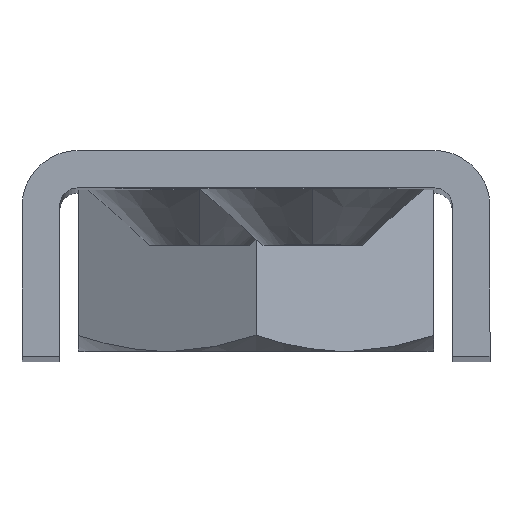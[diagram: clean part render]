
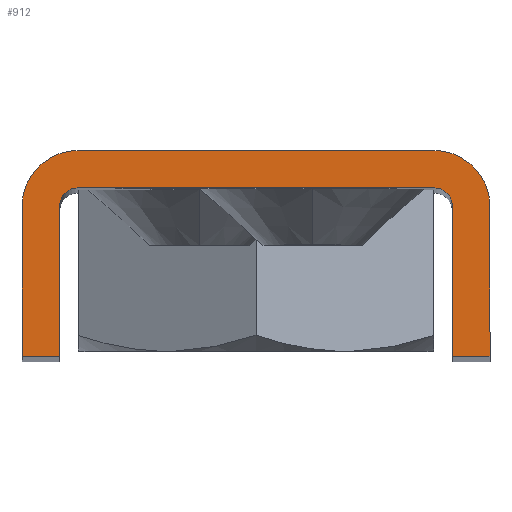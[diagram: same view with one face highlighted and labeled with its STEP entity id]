
A CAD part, top view. The second image highlights one B-rep face of the part: STEP entity #912.
In plain terms, the highlighted planar face has unit normal (0, 0, 1).
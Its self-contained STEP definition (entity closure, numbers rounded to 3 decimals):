
#84 = CARTESIAN_POINT ( 'NONE',  ( 30.672, 87.435, 205.136 ) ) ;
#106 = VERTEX_POINT ( 'NONE', #2213 ) ;
#124 = ORIENTED_EDGE ( 'NONE', *, *, #736, .T. ) ;
#175 = LINE ( 'NONE', #861, #732 ) ;
#187 = DIRECTION ( 'NONE',  ( 1., 0., 0. ) ) ;
#231 = EDGE_CURVE ( 'NONE', #3044, #1508, #329, .T. ) ;
#264 = CARTESIAN_POINT ( 'NONE',  ( 33.672, 96.435, 205.136 ) ) ;
#297 = CARTESIAN_POINT ( 'NONE',  ( 32.672, 87.435, 205.136 ) ) ;
#303 = CARTESIAN_POINT ( 'NONE',  ( 53.672, 87.435, 205.136 ) ) ;
#309 = VERTEX_POINT ( 'NONE', #1464 ) ;
#329 = LINE ( 'NONE', #3036, #618 ) ;
#408 = ORIENTED_EDGE ( 'NONE', *, *, #231, .T. ) ;
#412 = CARTESIAN_POINT ( 'NONE',  ( 30.672, 87.435, 205.136 ) ) ;
#431 = DIRECTION ( 'NONE',  ( 0., 1., 0. ) ) ;
#477 = EDGE_CURVE ( 'NONE', #1555, #3044, #2790, .T. ) ;
#489 = DIRECTION ( 'NONE',  ( 1., 0., 0. ) ) ;
#554 = DIRECTION ( 'NONE',  ( 0., 0., 1. ) ) ;
#565 = CARTESIAN_POINT ( 'NONE',  ( 53.672, 87.435, 205.136 ) ) ;
#618 = VECTOR ( 'NONE', #431, 1000. ) ;
#646 = EDGE_CURVE ( 'NONE', #1122, #671, #2089, .T. ) ;
#671 = VERTEX_POINT ( 'NONE', #2048 ) ;
#688 = EDGE_CURVE ( 'NONE', #106, #3003, #175, .T. ) ;
#731 = AXIS2_PLACEMENT_3D ( 'NONE', #1337, #2295, #187 ) ;
#732 = VECTOR ( 'NONE', #887, 1000. ) ;
#733 = DIRECTION ( 'NONE',  ( 0., -1., 0. ) ) ;
#736 = EDGE_CURVE ( 'NONE', #1153, #309, #2536, .T. ) ;
#861 = CARTESIAN_POINT ( 'NONE',  ( 33.672, 98.435, 205.136 ) ) ;
#880 = DIRECTION ( 'NONE',  ( 0., -1., 0. ) ) ;
#887 = DIRECTION ( 'NONE',  ( -1., 0., 0. ) ) ;
#900 = ORIENTED_EDGE ( 'NONE', *, *, #2108, .T. ) ;
#904 = ORIENTED_EDGE ( 'NONE', *, *, #1401, .T. ) ;
#912 = ADVANCED_FACE ( 'NONE', ( #1982 ), #1577, .T. ) ;
#929 = CARTESIAN_POINT ( 'NONE',  ( 52.672, 96.435, 205.136 ) ) ;
#931 = ORIENTED_EDGE ( 'NONE', *, *, #1974, .T. ) ;
#935 = CARTESIAN_POINT ( 'NONE',  ( 53.672, 95.435, 205.136 ) ) ;
#946 = EDGE_LOOP ( 'NONE', ( #1249, #2468, #1568, #2109, #124, #931, #2645, #408, #900, #2066, #904, #1274 ) ) ;
#993 = DIRECTION ( 'NONE',  ( 0., 1., 0. ) ) ;
#1118 = AXIS2_PLACEMENT_3D ( 'NONE', #3002, #3021, #2548 ) ;
#1122 = VERTEX_POINT ( 'NONE', #2560 ) ;
#1135 = VECTOR ( 'NONE', #1722, 1000. ) ;
#1153 = VERTEX_POINT ( 'NONE', #929 ) ;
#1210 = LINE ( 'NONE', #935, #2467 ) ;
#1244 = VECTOR ( 'NONE', #993, 1000. ) ;
#1249 = ORIENTED_EDGE ( 'NONE', *, *, #1539, .T. ) ;
#1274 = ORIENTED_EDGE ( 'NONE', *, *, #2861, .T. ) ;
#1316 = CIRCLE ( 'NONE', #2917, 3. ) ;
#1331 = EDGE_CURVE ( 'NONE', #2519, #1122, #2461, .T. ) ;
#1337 = CARTESIAN_POINT ( 'NONE',  ( 33.672, 95.435, 205.136 ) ) ;
#1364 = DIRECTION ( 'NONE',  ( 0., 0., 1. ) ) ;
#1401 = EDGE_CURVE ( 'NONE', #3003, #1799, #1316, .T. ) ;
#1464 = CARTESIAN_POINT ( 'NONE',  ( 53.672, 95.435, 205.136 ) ) ;
#1508 = VERTEX_POINT ( 'NONE', #1736 ) ;
#1539 = EDGE_CURVE ( 'NONE', #1810, #2519, #2564, .T. ) ;
#1555 = VERTEX_POINT ( 'NONE', #303 ) ;
#1568 = ORIENTED_EDGE ( 'NONE', *, *, #646, .T. ) ;
#1569 = CARTESIAN_POINT ( 'NONE',  ( 30.672, 95.435, 205.136 ) ) ;
#1577 = PLANE ( 'NONE',  #2630 ) ;
#1610 = DIRECTION ( 'NONE',  ( 1., 0., 0. ) ) ;
#1697 = CARTESIAN_POINT ( 'NONE',  ( 33.672, 95.435, 205.136 ) ) ;
#1722 = DIRECTION ( 'NONE',  ( 1., 0., 0. ) ) ;
#1729 = DIRECTION ( 'NONE',  ( 1., 0., 0. ) ) ;
#1736 = CARTESIAN_POINT ( 'NONE',  ( 55.672, 95.435, 205.136 ) ) ;
#1799 = VERTEX_POINT ( 'NONE', #1569 ) ;
#1810 = VERTEX_POINT ( 'NONE', #412 ) ;
#1828 = VECTOR ( 'NONE', #489, 1000. ) ;
#1951 = DIRECTION ( 'NONE',  ( 0., 0., 1. ) ) ;
#1974 = EDGE_CURVE ( 'NONE', #309, #1555, #1210, .T. ) ;
#1982 = FACE_OUTER_BOUND ( 'NONE', #946, .T. ) ;
#2048 = CARTESIAN_POINT ( 'NONE',  ( 33.672, 96.435, 205.136 ) ) ;
#2058 = EDGE_CURVE ( 'NONE', #671, #1153, #3042, .T. ) ;
#2066 = ORIENTED_EDGE ( 'NONE', *, *, #688, .T. ) ;
#2089 = CIRCLE ( 'NONE', #731, 1. ) ;
#2108 = EDGE_CURVE ( 'NONE', #1508, #106, #2231, .T. ) ;
#2109 = ORIENTED_EDGE ( 'NONE', *, *, #2058, .T. ) ;
#2213 = CARTESIAN_POINT ( 'NONE',  ( 52.672, 98.435, 205.136 ) ) ;
#2225 = VECTOR ( 'NONE', #2447, 1000. ) ;
#2231 = CIRCLE ( 'NONE', #2986, 3. ) ;
#2280 = DIRECTION ( 'NONE',  ( 1., 0., 0. ) ) ;
#2295 = DIRECTION ( 'NONE',  ( 0., 0., -1. ) ) ;
#2304 = CARTESIAN_POINT ( 'NONE',  ( 30.672, 87.435, 205.136 ) ) ;
#2314 = CARTESIAN_POINT ( 'NONE',  ( 33.672, 98.435, 205.136 ) ) ;
#2371 = CARTESIAN_POINT ( 'NONE',  ( 32.672, 87.435, 205.136 ) ) ;
#2447 = DIRECTION ( 'NONE',  ( 1., 0., 0. ) ) ;
#2458 = VECTOR ( 'NONE', #880, 1000. ) ;
#2461 = LINE ( 'NONE', #297, #1244 ) ;
#2467 = VECTOR ( 'NONE', #733, 1000. ) ;
#2468 = ORIENTED_EDGE ( 'NONE', *, *, #1331, .T. ) ;
#2519 = VERTEX_POINT ( 'NONE', #2371 ) ;
#2536 = CIRCLE ( 'NONE', #1118, 1. ) ;
#2548 = DIRECTION ( 'NONE',  ( 1., 0., 0. ) ) ;
#2560 = CARTESIAN_POINT ( 'NONE',  ( 32.672, 95.435, 205.136 ) ) ;
#2564 = LINE ( 'NONE', #84, #2225 ) ;
#2589 = CARTESIAN_POINT ( 'NONE',  ( 52.672, 95.435, 205.136 ) ) ;
#2609 = CARTESIAN_POINT ( 'NONE',  ( 55.672, 87.435, 205.136 ) ) ;
#2630 = AXIS2_PLACEMENT_3D ( 'NONE', #2743, #1364, #2280 ) ;
#2645 = ORIENTED_EDGE ( 'NONE', *, *, #477, .T. ) ;
#2743 = CARTESIAN_POINT ( 'NONE',  ( 33.672, 95.435, 205.136 ) ) ;
#2790 = LINE ( 'NONE', #565, #1135 ) ;
#2855 = LINE ( 'NONE', #2304, #2458 ) ;
#2861 = EDGE_CURVE ( 'NONE', #1799, #1810, #2855, .T. ) ;
#2917 = AXIS2_PLACEMENT_3D ( 'NONE', #1697, #1951, #1729 ) ;
#2986 = AXIS2_PLACEMENT_3D ( 'NONE', #2589, #554, #1610 ) ;
#3002 = CARTESIAN_POINT ( 'NONE',  ( 52.672, 95.435, 205.136 ) ) ;
#3003 = VERTEX_POINT ( 'NONE', #2314 ) ;
#3021 = DIRECTION ( 'NONE',  ( 0., 0., -1. ) ) ;
#3036 = CARTESIAN_POINT ( 'NONE',  ( 55.672, 95.435, 205.136 ) ) ;
#3042 = LINE ( 'NONE', #264, #1828 ) ;
#3044 = VERTEX_POINT ( 'NONE', #2609 ) ;
